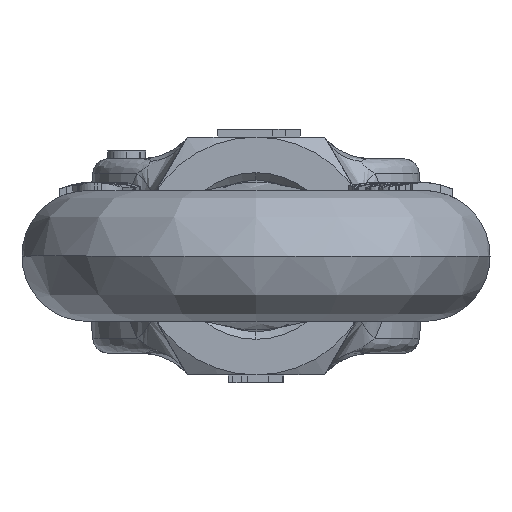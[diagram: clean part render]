
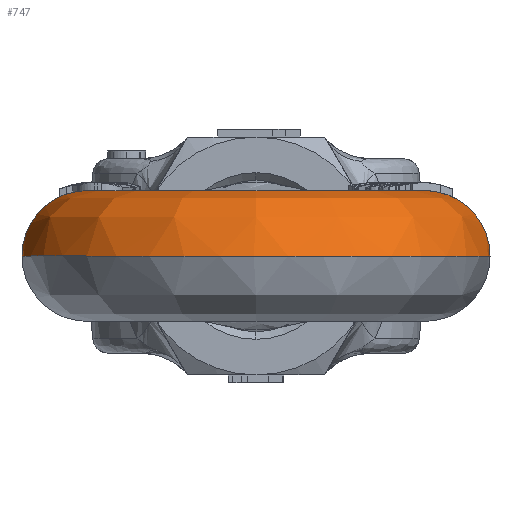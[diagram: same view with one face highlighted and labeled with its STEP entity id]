
A CAD part, left-side view. The second image highlights one B-rep face of the part: STEP entity #747.
In plain terms, the highlighted free-form (B-spline) face has degree [3, 3] with [7, 7] control points.
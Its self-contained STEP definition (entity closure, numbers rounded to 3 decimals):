
#747=ADVANCED_FACE('',(#1784),#1785,.T.);
#1784=FACE_OUTER_BOUND('',#7883,.T.);
#1785=(B_SPLINE_SURFACE(3,3,((#7885,#7886,#7887,#7888,#7889,#7890,#7891),(#7892,#7893,#7894,#7895,#7896,#7897,#7898),(#7899,#7900,#7901,#7902,#7903,#7904,#7905),(#7906,#7907,#7908,#7909,#7910,#7911,#7912),(#7913,#7914,#7915,#7916,#7917,#7918,#7919),(#7920,#7921,#7922,#7923,#7924,#7925,#7926),(#7927,#7928,#7929,#7930,#7931,#7932,#7933)),.UNSPECIFIED.,.T.,.F.,.F.)B_SPLINE_SURFACE_WITH_KNOTS((4,3,4),(4,3,4),(0.0,0.5,1.0),(0.0,0.5,1.0),.UNSPECIFIED.)RATIONAL_B_SPLINE_SURFACE(((1.0,0.802,0.802,1.0,0.802,0.802,1.0),(0.333,0.267,0.267,0.333,0.267,0.267,0.333),(0.333,0.267,0.267,0.333,0.267,0.267,0.333),(1.0,0.802,0.802,1.0,0.802,0.802,1.0),(0.333,0.267,0.267,0.333,0.267,0.267,0.333),(0.333,0.267,0.267,0.333,0.267,0.267,0.333),(1.0,0.802,0.802,1.0,0.802,0.802,1.0)))BOUNDED_SURFACE()REPRESENTATION_ITEM('')GEOMETRIC_REPRESENTATION_ITEM()SURFACE());
#7883=EDGE_LOOP('',(#15302,#15303,#15304,#15305));
#7885=CARTESIAN_POINT('',(-155.1,229.732,288.12));
#7886=CARTESIAN_POINT('',(-172.513,229.899,288.12));
#7887=CARTESIAN_POINT('',(-184.885,217.646,288.12));
#7888=CARTESIAN_POINT('',(-184.885,200.233,288.12));
#7889=CARTESIAN_POINT('',(-184.885,182.82,288.12));
#7890=CARTESIAN_POINT('',(-172.513,170.567,288.12));
#7891=CARTESIAN_POINT('',(-155.1,170.734,288.12));
#7892=CARTESIAN_POINT('',(-155.1,229.732,271.62));
#7893=CARTESIAN_POINT('',(-172.513,229.899,271.62));
#7894=CARTESIAN_POINT('',(-184.885,217.646,271.62));
#7895=CARTESIAN_POINT('',(-184.885,200.233,271.62));
#7896=CARTESIAN_POINT('',(-184.885,182.82,271.62));
#7897=CARTESIAN_POINT('',(-172.513,170.567,271.62));
#7898=CARTESIAN_POINT('',(-155.1,170.734,271.62));
#7899=CARTESIAN_POINT('',(-155.259,213.232,271.62));
#7900=CARTESIAN_POINT('',(-162.932,213.306,271.62));
#7901=CARTESIAN_POINT('',(-168.385,207.906,271.62));
#7902=CARTESIAN_POINT('',(-168.385,200.233,271.62));
#7903=CARTESIAN_POINT('',(-168.385,192.559,271.62));
#7904=CARTESIAN_POINT('',(-162.932,187.16,271.62));
#7905=CARTESIAN_POINT('',(-155.259,187.234,271.62));
#7906=CARTESIAN_POINT('',(-155.259,213.232,288.12));
#7907=CARTESIAN_POINT('',(-162.932,213.306,288.12));
#7908=CARTESIAN_POINT('',(-168.385,207.906,288.12));
#7909=CARTESIAN_POINT('',(-168.385,200.233,288.12));
#7910=CARTESIAN_POINT('',(-168.385,192.559,288.12));
#7911=CARTESIAN_POINT('',(-162.932,187.16,288.12));
#7912=CARTESIAN_POINT('',(-155.259,187.234,288.12));
#7913=CARTESIAN_POINT('',(-155.259,213.232,304.62));
#7914=CARTESIAN_POINT('',(-162.932,213.306,304.62));
#7915=CARTESIAN_POINT('',(-168.385,207.906,304.62));
#7916=CARTESIAN_POINT('',(-168.385,200.233,304.62));
#7917=CARTESIAN_POINT('',(-168.385,192.559,304.62));
#7918=CARTESIAN_POINT('',(-162.932,187.16,304.62));
#7919=CARTESIAN_POINT('',(-155.259,187.234,304.62));
#7920=CARTESIAN_POINT('',(-155.1,229.732,304.62));
#7921=CARTESIAN_POINT('',(-172.513,229.899,304.62));
#7922=CARTESIAN_POINT('',(-184.885,217.646,304.62));
#7923=CARTESIAN_POINT('',(-184.885,200.233,304.62));
#7924=CARTESIAN_POINT('',(-184.885,182.82,304.62));
#7925=CARTESIAN_POINT('',(-172.513,170.567,304.62));
#7926=CARTESIAN_POINT('',(-155.1,170.734,304.62));
#7927=CARTESIAN_POINT('',(-155.1,229.732,288.12));
#7928=CARTESIAN_POINT('',(-172.513,229.899,288.12));
#7929=CARTESIAN_POINT('',(-184.885,217.646,288.12));
#7930=CARTESIAN_POINT('',(-184.885,200.233,288.12));
#7931=CARTESIAN_POINT('',(-184.885,182.82,288.12));
#7932=CARTESIAN_POINT('',(-172.513,170.567,288.12));
#7933=CARTESIAN_POINT('',(-155.1,170.734,288.12));
#15302=ORIENTED_EDGE('',*,*,#18752,.F.);
#15303=ORIENTED_EDGE('',*,*,#18753,.F.);
#15304=ORIENTED_EDGE('',*,*,#18754,.T.);
#15305=ORIENTED_EDGE('',*,*,#18755,.F.);
#18752=EDGE_CURVE('',#21074,#21075,#21076,.T.);
#18753=EDGE_CURVE('',#21077,#21074,#21078,.T.);
#18754=EDGE_CURVE('',#21077,#21079,#21080,.T.);
#18755=EDGE_CURVE('',#21075,#21079,#21081,.T.);
#21074=VERTEX_POINT('',#28033);
#21075=VERTEX_POINT('',#28034);
#21076=(B_SPLINE_CURVE(3,(#28036,#28037,#28038,#28039,#28040,#28041,#28042),.UNSPECIFIED.,.F.,.F.)B_SPLINE_CURVE_WITH_KNOTS((4,3,4),(-1.0,-0.5,-0.0),.UNSPECIFIED.)RATIONAL_B_SPLINE_CURVE((1.0,0.802,0.802,1.0,0.802,0.802,1.0))BOUNDED_CURVE()REPRESENTATION_ITEM('')GEOMETRIC_REPRESENTATION_ITEM()CURVE());
#21077=VERTEX_POINT('',#28049);
#21078=CIRCLE('',#28050,8.25);
#21079=VERTEX_POINT('',#28051);
#21080=(B_SPLINE_CURVE(3,(#28053,#28054,#28055,#28056,#28057,#28058,#28059),.UNSPECIFIED.,.F.,.F.)B_SPLINE_CURVE_WITH_KNOTS((4,3,4),(-1.0,-0.5,-0.0),.UNSPECIFIED.)RATIONAL_B_SPLINE_CURVE((1.0,0.802,0.802,1.0,0.802,0.802,1.0))BOUNDED_CURVE()REPRESENTATION_ITEM('')GEOMETRIC_REPRESENTATION_ITEM()CURVE());
#21081=CIRCLE('',#28066,8.25);
#28033=CARTESIAN_POINT('',(-155.1,170.734,288.12));
#28034=CARTESIAN_POINT('',(-155.1,229.732,288.12));
#28036=CARTESIAN_POINT('',(-155.1,170.734,288.12));
#28037=CARTESIAN_POINT('',(-172.513,170.567,288.12));
#28038=CARTESIAN_POINT('',(-184.885,182.82,288.12));
#28039=CARTESIAN_POINT('',(-184.885,200.233,288.12));
#28040=CARTESIAN_POINT('',(-184.885,217.646,288.12));
#28041=CARTESIAN_POINT('',(-172.513,229.899,288.12));
#28042=CARTESIAN_POINT('',(-155.1,229.732,288.12));
#28049=CARTESIAN_POINT('',(-155.259,187.234,288.12));
#28050=AXIS2_PLACEMENT_3D('',#36427,#36428,#36429);
#28051=CARTESIAN_POINT('',(-155.259,213.232,288.12));
#28053=CARTESIAN_POINT('',(-155.259,187.234,288.12));
#28054=CARTESIAN_POINT('',(-162.932,187.16,288.12));
#28055=CARTESIAN_POINT('',(-168.385,192.559,288.12));
#28056=CARTESIAN_POINT('',(-168.385,200.233,288.12));
#28057=CARTESIAN_POINT('',(-168.385,207.906,288.12));
#28058=CARTESIAN_POINT('',(-162.932,213.306,288.12));
#28059=CARTESIAN_POINT('',(-155.259,213.232,288.12));
#28066=AXIS2_PLACEMENT_3D('',#36430,#36431,#36432);
#36427=CARTESIAN_POINT('',(-155.18,178.984,288.12));
#36428=DIRECTION('',(1.,0.01,0.0));
#36429=DIRECTION('',(0.01,-1.,0.0));
#36430=CARTESIAN_POINT('',(-155.18,221.482,288.12));
#36431=DIRECTION('',(1.,-0.01,0.0));
#36432=DIRECTION('',(0.01,1.,0.0));
